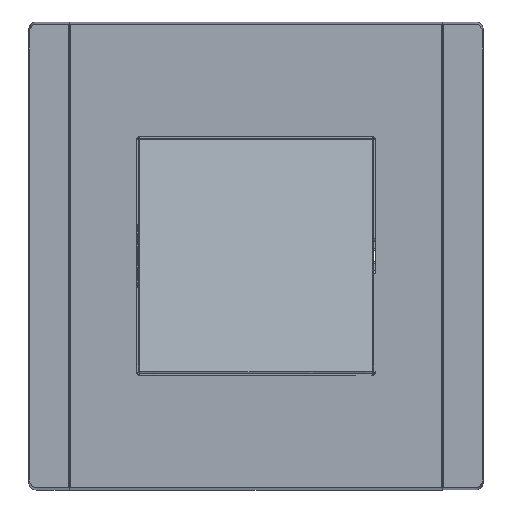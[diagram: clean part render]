
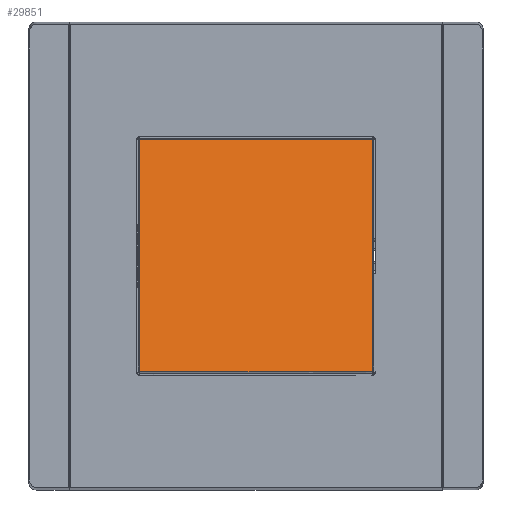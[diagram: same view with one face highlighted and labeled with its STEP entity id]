
A CAD part, top view. The second image highlights one B-rep face of the part: STEP entity #29851.
In plain terms, the highlighted free-form (B-spline) face has degree [1, 1] with [2, 2] control points.
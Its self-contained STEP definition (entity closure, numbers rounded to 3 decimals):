
#1954 = CARTESIAN_POINT ( 'NONE',  ( -322.098, 77.944, 21.938 ) ) ;
#2250 = CARTESIAN_POINT ( 'NONE',  ( -277.822, 114.784, 13.372 ) ) ;
#2385 = EDGE_CURVE ( 'NONE', #43806, #43072, #48281, .T. ) ;
#2862 = CARTESIAN_POINT ( 'NONE',  ( -277.807, 122.232, 11.64 ) ) ;
#5495 = CARTESIAN_POINT ( 'NONE',  ( -322.159, 107.669, 15.026 ) ) ;
#6412 = CARTESIAN_POINT ( 'NONE',  ( -322.098, 77.944, 21.938 ) ) ;
#7875 = CARTESIAN_POINT ( 'NONE',  ( -277.829, 111.06, 14.238 ) ) ;
#8195 = CARTESIAN_POINT ( 'NONE',  ( -277.814, 118.508, 12.506 ) ) ;
#10801 = CARTESIAN_POINT ( 'NONE',  ( -265.239, 122.385, 11.604 ) ) ;
#11372 = CARTESIAN_POINT ( 'NONE',  ( -322.098, 77.944, 21.938 ) ) ;
#12273 = CARTESIAN_POINT ( 'NONE',  ( -277.846, 102.749, 16.17 ) ) ;
#12791 = ORIENTED_EDGE ( 'NONE', *, *, #24919, .T. ) ;
#12904 = CARTESIAN_POINT ( 'NONE',  ( -277.896, 78.333, 21.847 ) ) ;
#13305 = CARTESIAN_POINT ( 'NONE',  ( -277.807, 122.232, 11.64 ) ) ;
#15304 = B_SPLINE_CURVE_WITH_KNOTS ( 'NONE', 3,
 ( #2862, #8195, #2250, #7875, #12273, #32022, #50570, #35485, #17305, #60625, #51194, #31396, #12904, #17615, #54956, #31068 ),
 .UNSPECIFIED., .F., .F.,
 ( 4, 3, 3, 3, 3, 4 ),
 ( 0., 0.252, 0.815, 0.956, 0.991, 1. ),
 .UNSPECIFIED. ) ;
#15844 = CARTESIAN_POINT ( 'NONE',  ( -322.101, 79.541, 21.567 ) ) ;
#17305 = CARTESIAN_POINT ( 'NONE',  ( -277.888, 81.97, 21.002 ) ) ;
#17615 = CARTESIAN_POINT ( 'NONE',  ( -277.896, 78.204, 21.878 ) ) ;
#20535 = FACE_OUTER_BOUND ( 'NONE', #57306, .T. ) ;
#20541 = CARTESIAN_POINT ( 'NONE',  ( -322.188, 122.232, 11.64 ) ) ;
#24857 = CARTESIAN_POINT ( 'NONE',  ( -277.897, 77.944, 21.938 ) ) ;
#24919 = EDGE_CURVE ( 'NONE', #56877, #43806, #53255, .T. ) ;
#29851 = ADVANCED_FACE ( 'NONE', ( #20535 ), #30212, .T. ) ;
#30212 = B_SPLINE_SURFACE_WITH_KNOTS ( 'NONE', 1, 1, ( 
 ( #39368, #10801 ),
 ( #39046, #52891 ) ),
 .UNSPECIFIED., .F., .F., .F.,
 ( 2, 2 ),
 ( 2, 2 ),
 ( 0., 1. ),
 ( 0., 1. ),
 .UNSPECIFIED. ) ;
#31068 = CARTESIAN_POINT ( 'NONE',  ( -277.897, 77.944, 21.938 ) ) ;
#31396 = CARTESIAN_POINT ( 'NONE',  ( -277.895, 78.853, 21.727 ) ) ;
#32022 = CARTESIAN_POINT ( 'NONE',  ( -277.863, 94.437, 18.103 ) ) ;
#34651 = CARTESIAN_POINT ( 'NONE',  ( -322.142, 99.358, 16.959 ) ) ;
#35485 = CARTESIAN_POINT ( 'NONE',  ( -277.884, 84.048, 20.519 ) ) ;
#37130 = CARTESIAN_POINT ( 'NONE',  ( -322.188, 122.232, 11.64 ) ) ;
#37207 = VERTEX_POINT ( 'NONE', #45297 ) ;
#37618 = EDGE_CURVE ( 'NONE', #37207, #43072, #15304, .T. ) ;
#39046 = CARTESIAN_POINT ( 'NONE',  ( -322.725, 65.691, 24.787 ) ) ;
#39053 = CARTESIAN_POINT ( 'NONE',  ( -322.168, 112.523, 13.897 ) ) ;
#39169 = EDGE_CURVE ( 'NONE', #37207, #56877, #57091, .T. ) ;
#39368 = CARTESIAN_POINT ( 'NONE',  ( -322.725, 122.385, 11.604 ) ) ;
#39978 = CARTESIAN_POINT ( 'NONE',  ( -322.105, 81.138, 21.195 ) ) ;
#43072 = VERTEX_POINT ( 'NONE', #50115 ) ;
#43806 = VERTEX_POINT ( 'NONE', #11372 ) ;
#45297 = CARTESIAN_POINT ( 'NONE',  ( -277.807, 122.232, 11.64 ) ) ;
#46986 = ORIENTED_EDGE ( 'NONE', *, *, #39169, .T. ) ;
#48281 = B_SPLINE_CURVE_WITH_KNOTS ( 'NONE', 1,
 ( #1954, #24857 ),
 .UNSPECIFIED., .F., .F.,
 ( 2, 2 ),
 ( 0., 1. ),
 .UNSPECIFIED. ) ;
#48504 = CARTESIAN_POINT ( 'NONE',  ( -322.178, 117.378, 12.769 ) ) ;
#50115 = CARTESIAN_POINT ( 'NONE',  ( -277.897, 77.944, 21.938 ) ) ;
#50570 = CARTESIAN_POINT ( 'NONE',  ( -277.88, 86.125, 20.036 ) ) ;
#51194 = CARTESIAN_POINT ( 'NONE',  ( -277.894, 79.372, 21.606 ) ) ;
#52891 = CARTESIAN_POINT ( 'NONE',  ( -265.239, 65.691, 24.787 ) ) ;
#53255 = B_SPLINE_CURVE_WITH_KNOTS ( 'NONE', 3,
 ( #20541, #48504, #39053, #5495, #34651, #58225, #53516, #39978, #15844, #6412 ),
 .UNSPECIFIED., .F., .F.,
 ( 4, 3, 3, 4 ),
 ( 0., 0.329, 0.892, 1. ),
 .UNSPECIFIED. ) ;
#53516 = CARTESIAN_POINT ( 'NONE',  ( -322.108, 82.735, 20.824 ) ) ;
#54230 = ORIENTED_EDGE ( 'NONE', *, *, #37618, .F. ) ;
#54956 = CARTESIAN_POINT ( 'NONE',  ( -277.896, 78.074, 21.908 ) ) ;
#56877 = VERTEX_POINT ( 'NONE', #61078 ) ;
#57091 = B_SPLINE_CURVE_WITH_KNOTS ( 'NONE', 1,
 ( #13305, #37130 ),
 .UNSPECIFIED., .F., .F.,
 ( 2, 2 ),
 ( 0., 1. ),
 .UNSPECIFIED. ) ;
#57306 = EDGE_LOOP ( 'NONE', ( #46986, #12791, #57509, #54230 ) ) ;
#57509 = ORIENTED_EDGE ( 'NONE', *, *, #2385, .T. ) ;
#58225 = CARTESIAN_POINT ( 'NONE',  ( -322.125, 91.046, 18.891 ) ) ;
#60625 = CARTESIAN_POINT ( 'NONE',  ( -277.893, 79.892, 21.485 ) ) ;
#61078 = CARTESIAN_POINT ( 'NONE',  ( -322.188, 122.232, 11.64 ) ) ;
